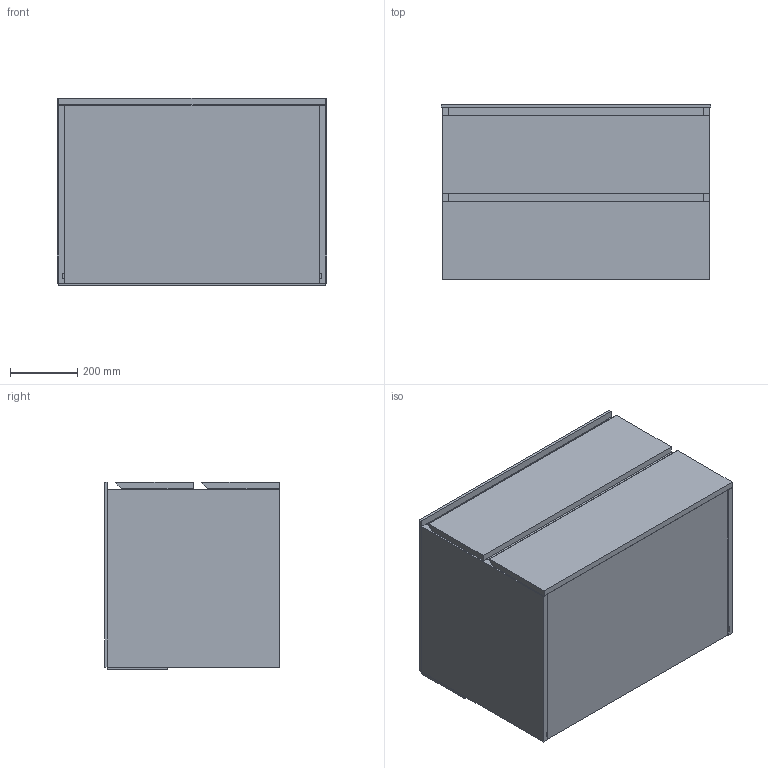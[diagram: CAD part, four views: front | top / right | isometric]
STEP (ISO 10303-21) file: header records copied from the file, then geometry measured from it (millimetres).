
FILE_DESCRIPTION (( 'STEP AP214' ), '1' );
FILE_NAME ('WP800500-2AUSÜCU-A.STEP', '2020-08-20T13:09:43', ( 'User' ), ( '' ), 'SwSTEP 2.0', 'SolidWorks 2019', '' );
FILE_SCHEMA (( 'AUTOMOTIVE_DESIGN' ));
Length unit declared in the file: millimetre
Products named in the file (5): WP800500-2AUSÜCU-A; WP 800500-2AUSÜCU-A_us_Spanweiá lackiert<Wie bearbeitet>; WP 800500-2AUSÜCU-A_us; WP 800500-2AUSÜCU-A_wt_Mit Hahnloch ohne šberlauf; WP 800500-2AUSÜCU-A_wt
Assembly tree (2 placements, depth 2):
  WP800500-2AUSÜCU-A
    WP 800500-2AUSÜCU-A_us_Spanweiá lackiert<Wie bearbeitet>
    WP 800500-2AUSÜCU-A_wt_Mit Hahnloch ohne šberlauf
  WP 800500-2AUSÜCU-A_us
  WP 800500-2AUSÜCU-A_wt
Bounding box: 800 x 520 x 558 mm (x, y, z)
Volume: 51812454.9 mm3; surface area: 6963588.7 mm2
Topology: 23 solids, 23 shells, 215 faces, 503 edges, 335 vertices
Faces by surface type: plane 183, cylinder 22, bspline 10
Entity records: 59069 total; most frequent: CARTESIAN_POINT 53818, ORIENTED_EDGE 1006, DIRECTION 932, EDGE_CURVE 503, VECTOR 430, LINE 430, VERTEX_POINT 335, AXIS2_PLACEMENT_3D 251
